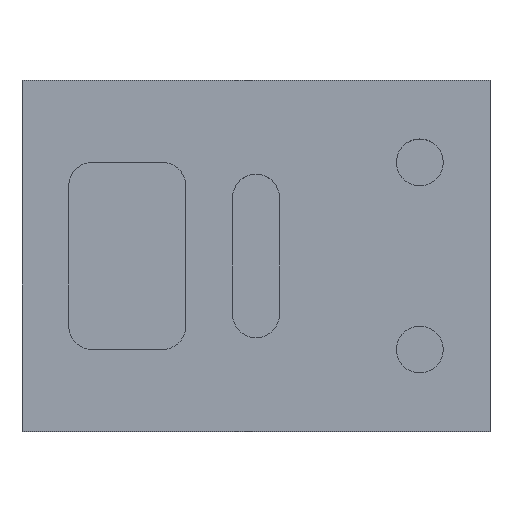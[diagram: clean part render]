
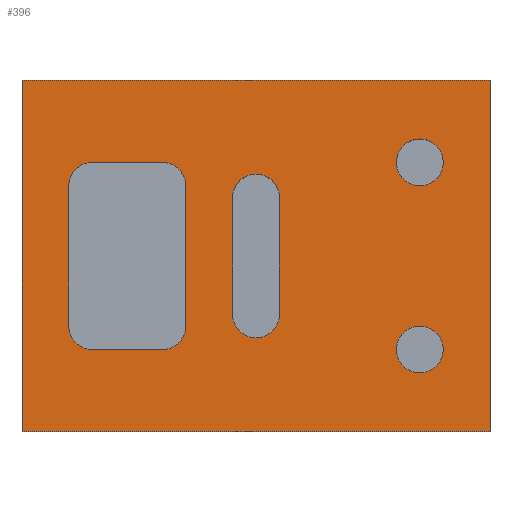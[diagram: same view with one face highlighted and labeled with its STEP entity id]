
A CAD part, top view. The second image highlights one B-rep face of the part: STEP entity #396.
In plain terms, the highlighted planar face has unit normal (0, 0, 1).
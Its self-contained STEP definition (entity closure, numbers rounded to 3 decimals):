
#1=DIRECTION('',(0.,-1.,0.));
#2=VECTOR('',#1,150.);
#3=CARTESIAN_POINT('',(-100.,75.,0.));
#4=LINE('',#3,#2);
#5=DIRECTION('',(-1.,0.,0.));
#6=VECTOR('',#5,200.);
#7=CARTESIAN_POINT('',(100.,75.,0.));
#8=LINE('',#7,#6);
#9=DIRECTION('',(0.,1.,0.));
#10=VECTOR('',#9,150.);
#11=CARTESIAN_POINT('',(100.,-75.,0.));
#12=LINE('',#11,#10);
#13=DIRECTION('',(1.,0.,0.));
#14=VECTOR('',#13,200.);
#15=CARTESIAN_POINT('',(-100.,-75.,0.));
#16=LINE('',#15,#14);
#17=CARTESIAN_POINT('',(0.,25.,0.));
#18=DIRECTION('',(0.,0.,1.));
#19=DIRECTION('',(1.,0.,0.));
#20=AXIS2_PLACEMENT_3D('',#17,#18,#19);
#22=DIRECTION('',(0.,-1.,0.));
#23=VECTOR('',#22,50.);
#24=CARTESIAN_POINT('',(-10.,25.,0.));
#25=LINE('',#24,#23);
#26=CARTESIAN_POINT('',(0.,-25.,0.));
#27=DIRECTION('',(0.,0.,1.));
#28=DIRECTION('',(-1.,0.,0.));
#29=AXIS2_PLACEMENT_3D('',#26,#27,#28);
#31=DIRECTION('',(0.,1.,0.));
#32=VECTOR('',#31,50.);
#33=CARTESIAN_POINT('',(10.,-25.,0.));
#34=LINE('',#33,#32);
#35=CARTESIAN_POINT('',(70.,40.,0.));
#36=DIRECTION('',(0.,0.,1.));
#37=DIRECTION('',(1.,0.,0.));
#38=AXIS2_PLACEMENT_3D('',#35,#36,#37);
#40=CARTESIAN_POINT('',(70.,40.,0.));
#41=DIRECTION('',(0.,0.,1.));
#42=DIRECTION('',(-1.,0.,0.));
#43=AXIS2_PLACEMENT_3D('',#40,#41,#42);
#45=CARTESIAN_POINT('',(70.,-40.,0.));
#46=DIRECTION('',(0.,0.,1.));
#47=DIRECTION('',(1.,0.,0.));
#48=AXIS2_PLACEMENT_3D('',#45,#46,#47);
#50=CARTESIAN_POINT('',(70.,-40.,0.));
#51=DIRECTION('',(0.,0.,1.));
#52=DIRECTION('',(-1.,0.,0.));
#53=AXIS2_PLACEMENT_3D('',#50,#51,#52);
#55=CARTESIAN_POINT('',(-70.,30.,0.));
#56=DIRECTION('',(0.,0.,1.));
#57=DIRECTION('',(0.,1.,0.));
#58=AXIS2_PLACEMENT_3D('',#55,#56,#57);
#60=DIRECTION('',(0.,-1.,0.));
#61=VECTOR('',#60,60.);
#62=CARTESIAN_POINT('',(-80.,30.,0.));
#63=LINE('',#62,#61);
#64=CARTESIAN_POINT('',(-70.,-30.,0.));
#65=DIRECTION('',(0.,0.,1.));
#66=DIRECTION('',(-1.,0.,0.));
#67=AXIS2_PLACEMENT_3D('',#64,#65,#66);
#69=DIRECTION('',(1.,0.,0.));
#70=VECTOR('',#69,30.);
#71=CARTESIAN_POINT('',(-70.,-40.,0.));
#72=LINE('',#71,#70);
#73=CARTESIAN_POINT('',(-40.,-30.,0.));
#74=DIRECTION('',(0.,0.,1.));
#75=DIRECTION('',(0.,-1.,0.));
#76=AXIS2_PLACEMENT_3D('',#73,#74,#75);
#78=DIRECTION('',(0.,1.,0.));
#79=VECTOR('',#78,60.);
#80=CARTESIAN_POINT('',(-30.,-30.,0.));
#81=LINE('',#80,#79);
#82=CARTESIAN_POINT('',(-40.,30.,0.));
#83=DIRECTION('',(0.,0.,1.));
#84=DIRECTION('',(1.,0.,0.));
#85=AXIS2_PLACEMENT_3D('',#82,#83,#84);
#87=DIRECTION('',(-1.,0.,0.));
#88=VECTOR('',#87,30.);
#89=CARTESIAN_POINT('',(-40.,40.,0.));
#90=LINE('',#89,#88);
#261=CARTESIAN_POINT('',(-100.,75.,0.));
#262=CARTESIAN_POINT('',(-100.,-75.,0.));
#263=VERTEX_POINT('',#261);
#264=VERTEX_POINT('',#262);
#265=CARTESIAN_POINT('',(100.,-75.,0.));
#266=VERTEX_POINT('',#265);
#267=CARTESIAN_POINT('',(100.,75.,0.));
#268=VERTEX_POINT('',#267);
#285=CARTESIAN_POINT('',(10.,25.,0.));
#286=CARTESIAN_POINT('',(-10.,25.,0.));
#287=VERTEX_POINT('',#285);
#288=VERTEX_POINT('',#286);
#289=CARTESIAN_POINT('',(-10.,-25.,0.));
#290=VERTEX_POINT('',#289);
#291=CARTESIAN_POINT('',(10.,-25.,0.));
#292=VERTEX_POINT('',#291);
#317=CARTESIAN_POINT('',(80.,40.,0.));
#318=CARTESIAN_POINT('',(60.,40.,0.));
#319=VERTEX_POINT('',#317);
#320=VERTEX_POINT('',#318);
#321=CARTESIAN_POINT('',(80.,-40.,0.));
#322=CARTESIAN_POINT('',(60.,-40.,0.));
#323=VERTEX_POINT('',#321);
#324=VERTEX_POINT('',#322);
#325=CARTESIAN_POINT('',(-70.,40.,0.));
#326=CARTESIAN_POINT('',(-80.,30.,0.));
#327=VERTEX_POINT('',#325);
#328=VERTEX_POINT('',#326);
#329=CARTESIAN_POINT('',(-80.,-30.,0.));
#330=VERTEX_POINT('',#329);
#331=CARTESIAN_POINT('',(-70.,-40.,0.));
#332=VERTEX_POINT('',#331);
#333=CARTESIAN_POINT('',(-40.,-40.,0.));
#334=VERTEX_POINT('',#333);
#335=CARTESIAN_POINT('',(-30.,-30.,0.));
#336=VERTEX_POINT('',#335);
#337=CARTESIAN_POINT('',(-30.,30.,0.));
#338=VERTEX_POINT('',#337);
#339=CARTESIAN_POINT('',(-40.,40.,0.));
#340=VERTEX_POINT('',#339);
#341=CARTESIAN_POINT('',(0.,0.,0.));
#342=DIRECTION('',(0.,0.,1.));
#343=DIRECTION('',(1.,0.,0.));
#344=AXIS2_PLACEMENT_3D('',#341,#342,#343);
#345=PLANE('',#344);
#347=ORIENTED_EDGE('',*,*,#346,.F.);
#349=ORIENTED_EDGE('',*,*,#348,.F.);
#351=ORIENTED_EDGE('',*,*,#350,.F.);
#353=ORIENTED_EDGE('',*,*,#352,.F.);
#354=EDGE_LOOP('',(#347,#349,#351,#353));
#355=FACE_OUTER_BOUND('',#354,.F.);
#357=ORIENTED_EDGE('',*,*,#356,.T.);
#359=ORIENTED_EDGE('',*,*,#358,.T.);
#361=ORIENTED_EDGE('',*,*,#360,.T.);
#363=ORIENTED_EDGE('',*,*,#362,.T.);
#364=EDGE_LOOP('',(#357,#359,#361,#363));
#365=FACE_BOUND('',#364,.F.);
#367=ORIENTED_EDGE('',*,*,#366,.T.);
#369=ORIENTED_EDGE('',*,*,#368,.T.);
#370=EDGE_LOOP('',(#367,#369));
#371=FACE_BOUND('',#370,.F.);
#373=ORIENTED_EDGE('',*,*,#372,.T.);
#375=ORIENTED_EDGE('',*,*,#374,.T.);
#376=EDGE_LOOP('',(#373,#375));
#377=FACE_BOUND('',#376,.F.);
#379=ORIENTED_EDGE('',*,*,#378,.T.);
#381=ORIENTED_EDGE('',*,*,#380,.T.);
#383=ORIENTED_EDGE('',*,*,#382,.T.);
#385=ORIENTED_EDGE('',*,*,#384,.T.);
#387=ORIENTED_EDGE('',*,*,#386,.T.);
#389=ORIENTED_EDGE('',*,*,#388,.T.);
#391=ORIENTED_EDGE('',*,*,#390,.T.);
#393=ORIENTED_EDGE('',*,*,#392,.T.);
#394=EDGE_LOOP('',(#379,#381,#383,#385,#387,#389,#391,#393));
#395=FACE_BOUND('',#394,.F.);
#21=CIRCLE('',#20,10.);
#30=CIRCLE('',#29,10.);
#39=CIRCLE('',#38,10.);
#44=CIRCLE('',#43,10.);
#49=CIRCLE('',#48,10.);
#54=CIRCLE('',#53,10.);
#59=CIRCLE('',#58,10.);
#68=CIRCLE('',#67,10.);
#77=CIRCLE('',#76,10.);
#86=CIRCLE('',#85,10.);
#346=EDGE_CURVE('',#263,#264,#4,.T.);
#348=EDGE_CURVE('',#268,#263,#8,.T.);
#350=EDGE_CURVE('',#266,#268,#12,.T.);
#352=EDGE_CURVE('',#264,#266,#16,.T.);
#356=EDGE_CURVE('',#287,#288,#21,.T.);
#358=EDGE_CURVE('',#288,#290,#25,.T.);
#360=EDGE_CURVE('',#290,#292,#30,.T.);
#362=EDGE_CURVE('',#292,#287,#34,.T.);
#366=EDGE_CURVE('',#319,#320,#39,.T.);
#368=EDGE_CURVE('',#320,#319,#44,.T.);
#372=EDGE_CURVE('',#323,#324,#49,.T.);
#374=EDGE_CURVE('',#324,#323,#54,.T.);
#378=EDGE_CURVE('',#327,#328,#59,.T.);
#380=EDGE_CURVE('',#328,#330,#63,.T.);
#382=EDGE_CURVE('',#330,#332,#68,.T.);
#384=EDGE_CURVE('',#332,#334,#72,.T.);
#386=EDGE_CURVE('',#334,#336,#77,.T.);
#388=EDGE_CURVE('',#336,#338,#81,.T.);
#390=EDGE_CURVE('',#338,#340,#86,.T.);
#392=EDGE_CURVE('',#340,#327,#90,.T.);
#396=ADVANCED_FACE('',(#355,#365,#371,#377,#395),#345,.T.);
